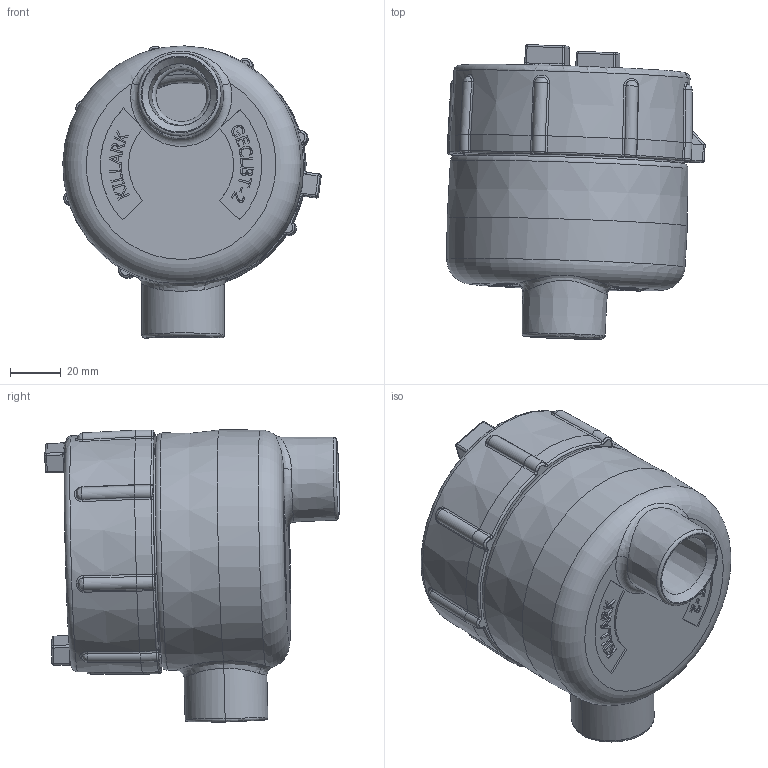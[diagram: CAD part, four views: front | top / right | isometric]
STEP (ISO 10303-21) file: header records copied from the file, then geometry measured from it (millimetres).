
FILE_DESCRIPTION((''),'2;1');
FILE_NAME('GECLBT-2M.stp','2012-08-21T11:07:19',('cgudgel'),(''),'Autodesk Inventor 2012','Autodesk Inventor 2012','');
FILE_SCHEMA(('AUTOMOTIVE_DESIGN { 1 0 10303 214 1 1 1 1 }'));
Length unit declared in the file: inch
Products named in the file (4): GECLBT-2M; 03976-2; 03976-2-override; 13418-4
Assembly tree (3 placements, depth 3):
  GECLBT-2M
    03976-2
      03976-2-override
    13418-4
Bounding box: 101.43 x 115.61 x 114.64 mm (x, y, z)
Volume: 279229.5 mm3; surface area: 88712.8 mm2
Topology: 2 solids, 2 shells, 1151 faces, 3011 edges, 1947 vertices
Faces by surface type: plane 489, bspline 455, cylinder 144, cone 29, torus 24, sphere 10
Full cylindrical faces by diameter (mm): 3.683 x1, 4.763 x1, 20.117 x2, 77.724 x1, 78.999 x1, 80.917 x1
Entity records: 131666 total; most frequent: CARTESIAN_POINT 106886, ORIENTED_EDGE 5902, DIRECTION 3660, EDGE_CURVE 2951, VERTEX_POINT 1922, VECTOR 1366, LINE 1366, EDGE_LOOP 1271
